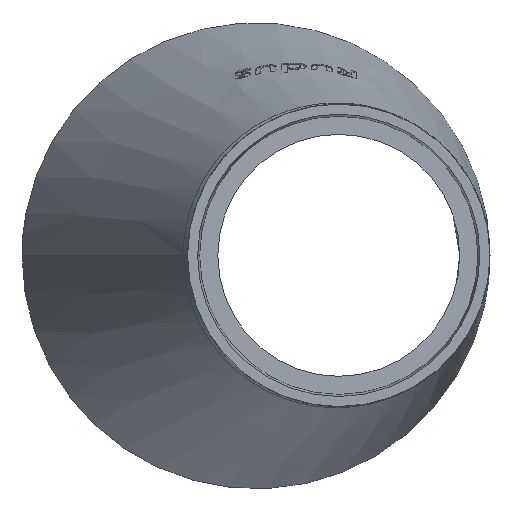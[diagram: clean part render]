
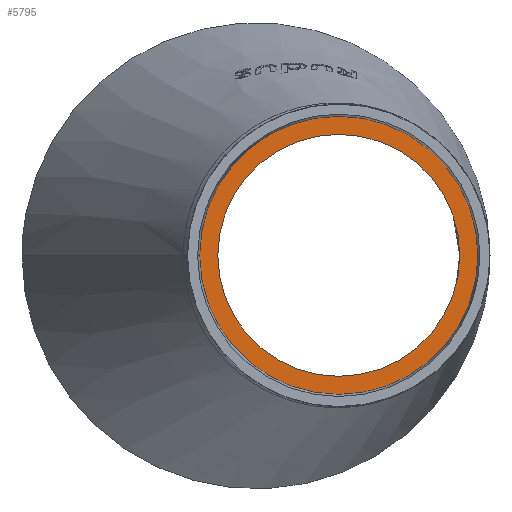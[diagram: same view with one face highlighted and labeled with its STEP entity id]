
A CAD part, top view. The second image highlights one B-rep face of the part: STEP entity #5795.
In plain terms, the highlighted planar face has unit normal (0, 0, 1).
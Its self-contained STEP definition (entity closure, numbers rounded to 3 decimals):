
#79 = EDGE_CURVE ( 'NONE', #18026, #20083, #335, .T. ) ;
#335 = CIRCLE ( 'NONE', #21951, 300. ) ;
#547 = CIRCLE ( 'NONE', #16730, 300. ) ;
#574 = ORIENTED_EDGE ( 'NONE', *, *, #1526, .T. ) ;
#1201 = EDGE_LOOP ( 'NONE', ( #16289, #1924 ) ) ;
#1389 = CIRCLE ( 'NONE', #19373, 345. ) ;
#1526 = EDGE_CURVE ( 'NONE', #17135, #19198, #20861, .T. ) ;
#1924 = ORIENTED_EDGE ( 'NONE', *, *, #13109, .F. ) ;
#2612 = DIRECTION ( 'NONE',  ( 1., 0., 0. ) ) ;
#5795 = ADVANCED_FACE ( 'NONE', ( #8493, #13226 ), #10076, .F. ) ;
#7192 = CARTESIAN_POINT ( 'NONE',  ( 200., 0., 730. ) ) ;
#7831 = DIRECTION ( 'NONE',  ( 0., 0., 1. ) ) ;
#8493 = FACE_BOUND ( 'NONE', #1201, .T. ) ;
#8768 = EDGE_CURVE ( 'NONE', #19198, #17135, #1389, .T. ) ;
#8999 = DIRECTION ( 'NONE',  ( 1., 0., 0. ) ) ;
#9753 = CARTESIAN_POINT ( 'NONE',  ( 200., 0., 730. ) ) ;
#9968 = CARTESIAN_POINT ( 'NONE',  ( 500., 0., 730. ) ) ;
#10076 = PLANE ( 'NONE',  #10449 ) ;
#10221 = DIRECTION ( 'NONE',  ( 1., 0., 0. ) ) ;
#10449 = AXIS2_PLACEMENT_3D ( 'NONE', #9968, #11545, #18721 ) ;
#11545 = DIRECTION ( 'NONE',  ( 0., 0., -1. ) ) ;
#11663 = DIRECTION ( 'NONE',  ( 1., 0., 0. ) ) ;
#12622 = CARTESIAN_POINT ( 'NONE',  ( 200., 0., 730. ) ) ;
#12708 = DIRECTION ( 'NONE',  ( 0., 0., 1. ) ) ;
#13109 = EDGE_CURVE ( 'NONE', #20083, #18026, #547, .T. ) ;
#13226 = FACE_OUTER_BOUND ( 'NONE', #21128, .T. ) ;
#14330 = CARTESIAN_POINT ( 'NONE',  ( 500., 0., 730. ) ) ;
#15003 = DIRECTION ( 'NONE',  ( 0., 0., 1. ) ) ;
#16289 = ORIENTED_EDGE ( 'NONE', *, *, #79, .F. ) ;
#16553 = DIRECTION ( 'NONE',  ( 0., 0., 1. ) ) ;
#16730 = AXIS2_PLACEMENT_3D ( 'NONE', #7192, #12708, #8999 ) ;
#17135 = VERTEX_POINT ( 'NONE', #21811 ) ;
#18026 = VERTEX_POINT ( 'NONE', #14330 ) ;
#18484 = CARTESIAN_POINT ( 'NONE',  ( 200., 0., 730. ) ) ;
#18721 = DIRECTION ( 'NONE',  ( -1., 0., 0. ) ) ;
#19015 = CARTESIAN_POINT ( 'NONE',  ( -100., 0., 730. ) ) ;
#19037 = CARTESIAN_POINT ( 'NONE',  ( -145., 0., 730. ) ) ;
#19198 = VERTEX_POINT ( 'NONE', #19037 ) ;
#19373 = AXIS2_PLACEMENT_3D ( 'NONE', #18484, #15003, #2612 ) ;
#20083 = VERTEX_POINT ( 'NONE', #19015 ) ;
#20861 = CIRCLE ( 'NONE', #21225, 345. ) ;
#21084 = ORIENTED_EDGE ( 'NONE', *, *, #8768, .T. ) ;
#21128 = EDGE_LOOP ( 'NONE', ( #574, #21084 ) ) ;
#21225 = AXIS2_PLACEMENT_3D ( 'NONE', #12622, #16553, #10221 ) ;
#21811 = CARTESIAN_POINT ( 'NONE',  ( 545., 0., 730. ) ) ;
#21951 = AXIS2_PLACEMENT_3D ( 'NONE', #9753, #7831, #11663 ) ;
